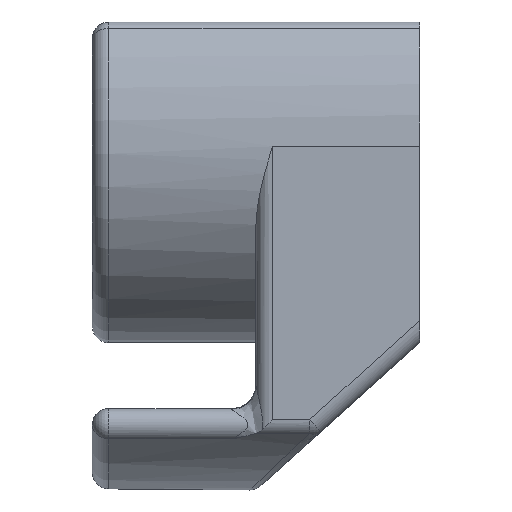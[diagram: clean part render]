
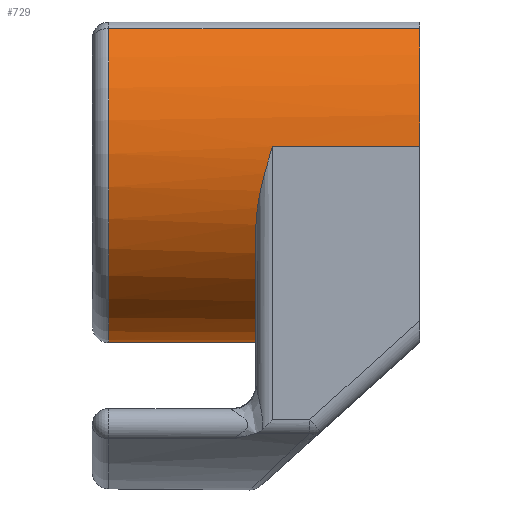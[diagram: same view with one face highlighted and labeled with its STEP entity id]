
A CAD part, left-side view. The second image highlights one B-rep face of the part: STEP entity #729.
In plain terms, the highlighted cylindrical face has radius 12 mm (diameter 24 mm), a partial arc.
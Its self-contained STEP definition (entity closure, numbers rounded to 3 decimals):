
#4 = EDGE_CURVE ( 'NONE', #529, #363, #1427, .T. ) ;
#131 = CARTESIAN_POINT ( 'NONE',  ( -12., 0., 0. ) ) ;
#191 = ORIENTED_EDGE ( 'NONE', *, *, #866, .T. ) ;
#207 = AXIS2_PLACEMENT_3D ( 'NONE', #1940, #1498, #805 ) ;
#250 = CARTESIAN_POINT ( 'NONE',  ( -11., 10., -4.796 ) ) ;
#259 = EDGE_CURVE ( 'NONE', #324, #2566, #1710, .T. ) ;
#324 = VERTEX_POINT ( 'NONE', #1618 ) ;
#363 = VERTEX_POINT ( 'NONE', #2491 ) ;
#399 = CARTESIAN_POINT ( 'NONE',  ( -9.6, 0., 7.2 ) ) ;
#440 = EDGE_CURVE ( 'NONE', #529, #2566, #974, .T. ) ;
#449 = ORIENTED_EDGE ( 'NONE', *, *, #440, .F. ) ;
#505 = AXIS2_PLACEMENT_3D ( 'NONE', #1858, #2794, #2555 ) ;
#529 = VERTEX_POINT ( 'NONE', #250 ) ;
#581 = DIRECTION ( 'NONE',  ( 0., -1., 0. ) ) ;
#584 = CARTESIAN_POINT ( 'NONE',  ( -11.671, 9.752, -2.819 ) ) ;
#600 = LINE ( 'NONE', #2696, #2957 ) ;
#729 = ADVANCED_FACE ( 'NONE', ( #1370 ), #1671, .T. ) ;
#785 = CARTESIAN_POINT ( 'NONE',  ( -12., 9., 0. ) ) ;
#787 = VECTOR ( 'NONE', #1800, 1000. ) ;
#805 = DIRECTION ( 'NONE',  ( 0., 0., -1. ) ) ;
#866 = EDGE_CURVE ( 'NONE', #1752, #2164, #2644, .T. ) ;
#974 = CIRCLE ( 'NONE', #1629, 12. ) ;
#1009 = EDGE_CURVE ( 'NONE', #1034, #324, #1242, .T. ) ;
#1027 = CARTESIAN_POINT ( 'NONE',  ( -11.17, 10., -4.407 ) ) ;
#1034 = VERTEX_POINT ( 'NONE', #1670 ) ;
#1064 = ORIENTED_EDGE ( 'NONE', *, *, #4, .T. ) ;
#1183 = DIRECTION ( 'NONE',  ( 0., 0., 1. ) ) ;
#1225 = CARTESIAN_POINT ( 'NONE',  ( 0., 20., -12. ) ) ;
#1242 = CIRCLE ( 'NONE', #1810, 12. ) ;
#1257 = CARTESIAN_POINT ( 'NONE',  ( 0., 10., -12. ) ) ;
#1335 = CARTESIAN_POINT ( 'NONE',  ( -12., 0., 0. ) ) ;
#1370 = FACE_OUTER_BOUND ( 'NONE', #2753, .T. ) ;
#1427 = B_SPLINE_CURVE_WITH_KNOTS ( 'NONE', 3,
 ( #1938, #1027, #1701, #2186, #584, #2616, #1928, #2883, #2175, #785 ),
 .UNSPECIFIED., .F., .F.,
 ( 4, 2, 2, 2, 4 ),
 ( 0., 0.001, 0.003, 0.004, 0.005 ),
 .UNSPECIFIED. ) ;
#1488 = ORIENTED_EDGE ( 'NONE', *, *, #2370, .F. ) ;
#1498 = DIRECTION ( 'NONE',  ( 0., -1., 0. ) ) ;
#1559 = ORIENTED_EDGE ( 'NONE', *, *, #2777, .F. ) ;
#1618 = CARTESIAN_POINT ( 'NONE',  ( 0., 19., -12. ) ) ;
#1629 = AXIS2_PLACEMENT_3D ( 'NONE', #2584, #2823, #1183 ) ;
#1670 = CARTESIAN_POINT ( 'NONE',  ( -9.6, 19., 7.2 ) ) ;
#1671 = CYLINDRICAL_SURFACE ( 'NONE', #207, 12. ) ;
#1674 = VECTOR ( 'NONE', #2620, 1000. ) ;
#1701 = CARTESIAN_POINT ( 'NONE',  ( -11.316, 9.959, -4.015 ) ) ;
#1710 = LINE ( 'NONE', #1225, #1674 ) ;
#1752 = VERTEX_POINT ( 'NONE', #131 ) ;
#1800 = DIRECTION ( 'NONE',  ( 0., 1., 0. ) ) ;
#1810 = AXIS2_PLACEMENT_3D ( 'NONE', #2350, #581, #2182 ) ;
#1858 = CARTESIAN_POINT ( 'NONE',  ( 0., 0., 0. ) ) ;
#1928 = CARTESIAN_POINT ( 'NONE',  ( -11.898, 9.456, -1.614 ) ) ;
#1938 = CARTESIAN_POINT ( 'NONE',  ( -11., 10., -4.796 ) ) ;
#1940 = CARTESIAN_POINT ( 'NONE',  ( 0., 20., 0. ) ) ;
#2164 = VERTEX_POINT ( 'NONE', #399 ) ;
#2175 = CARTESIAN_POINT ( 'NONE',  ( -12., 9.117, -0.404 ) ) ;
#2182 = DIRECTION ( 'NONE',  ( 0., 0., 1. ) ) ;
#2186 = CARTESIAN_POINT ( 'NONE',  ( -11.567, 9.836, -3.222 ) ) ;
#2262 = LINE ( 'NONE', #1335, #787 ) ;
#2350 = CARTESIAN_POINT ( 'NONE',  ( 0., 19., 0. ) ) ;
#2370 = EDGE_CURVE ( 'NONE', #1752, #363, #2262, .T. ) ;
#2491 = CARTESIAN_POINT ( 'NONE',  ( -12., 9., 0. ) ) ;
#2555 = DIRECTION ( 'NONE',  ( 0., 0., 1. ) ) ;
#2566 = VERTEX_POINT ( 'NONE', #1257 ) ;
#2584 = CARTESIAN_POINT ( 'NONE',  ( 0., 10., 0. ) ) ;
#2616 = CARTESIAN_POINT ( 'NONE',  ( -11.837, 9.562, -2.016 ) ) ;
#2620 = DIRECTION ( 'NONE',  ( 0., -1., 0. ) ) ;
#2644 = CIRCLE ( 'NONE', #505, 12. ) ;
#2696 = CARTESIAN_POINT ( 'NONE',  ( -9.6, 20., 7.2 ) ) ;
#2704 = DIRECTION ( 'NONE',  ( 0., -1., 0. ) ) ;
#2753 = EDGE_LOOP ( 'NONE', ( #2920, #2791, #449, #1064, #1488, #191, #1559 ) ) ;
#2777 = EDGE_CURVE ( 'NONE', #1034, #2164, #600, .T. ) ;
#2791 = ORIENTED_EDGE ( 'NONE', *, *, #259, .T. ) ;
#2794 = DIRECTION ( 'NONE',  ( 0., 1., 0. ) ) ;
#2823 = DIRECTION ( 'NONE',  ( 0., -1., 0. ) ) ;
#2883 = CARTESIAN_POINT ( 'NONE',  ( -11.98, 9.234, -0.809 ) ) ;
#2920 = ORIENTED_EDGE ( 'NONE', *, *, #1009, .T. ) ;
#2957 = VECTOR ( 'NONE', #2704, 1000. ) ;
